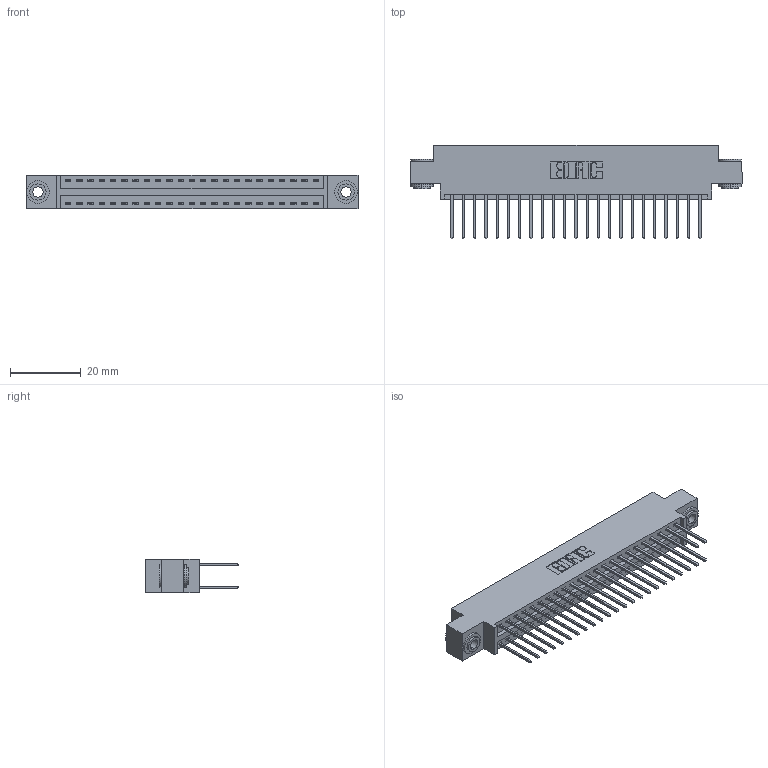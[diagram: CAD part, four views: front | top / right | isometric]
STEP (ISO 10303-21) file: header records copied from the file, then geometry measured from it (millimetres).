
FILE_DESCRIPTION (( 'STEP AP203' ), '1' );
FILE_NAME ('396-046-522-803.STEP', '2018-09-07T07:56:35', ( '' ), ( '' ), 'SwSTEP 2.0', 'SolidWorks 2016', '' );
FILE_SCHEMA (( 'CONFIG_CONTROL_DESIGN' ));
Length unit declared in the file: inch
Products named in the file (4): 346 Part_0.170 Offset - 0.156 Dia-TH; 345-292-001_345-293-122; 345-250-002_345-250-002-102; 396-046-522-803
Assembly tree (49 placements, depth 2):
  396-046-522-803
    346 Part_0.170 Offset - 0.156 Dia-TH
    345-292-001_345-293-122  x46
    345-250-002_345-250-002-102  x2
Bounding box: 93.6 x 26.42 x 9.4 mm (x, y, z)
Volume: 8962.1 mm3; surface area: 12960.6 mm2
Topology: 49 solids, 49 shells, 2556 faces, 7547 edges, 4966 vertices
Faces by surface type: plane 1700, cylinder 848, cone 8
Entity records: 18368 total; most frequent: CARTESIAN_POINT 3031, ORIENTED_EDGE 2958, DIRECTION 2753, EDGE_CURVE 1479, VECTOR 1231, LINE 1231, VERTEX_POINT 982, AXIS2_PLACEMENT_3D 761
